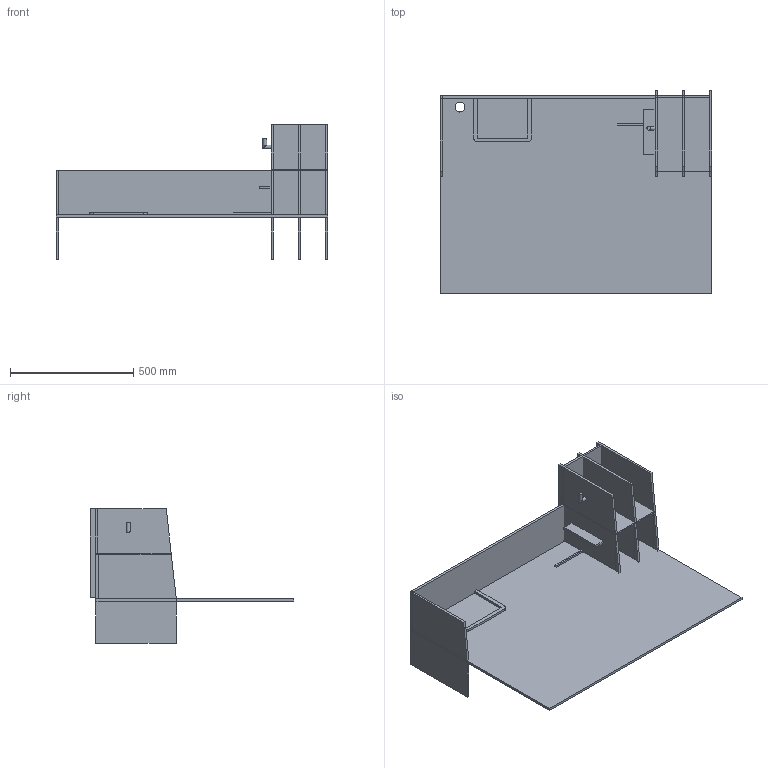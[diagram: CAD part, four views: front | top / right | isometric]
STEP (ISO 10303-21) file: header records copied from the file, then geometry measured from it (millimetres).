
FILE_DESCRIPTION(/* description */ ('STEP AP242','CAx-IF Rec.Pracs.---Representation and Presentation of Product Manufacturing Information (PMI)---4.0---2014-10-13','CAx-IF Rec.Pracs.---3D Tessellated Geometry---0.4---2014-09-14','2;1'),/* implementation_level */ '2;1');
FILE_NAME(/* name */ '6682d67b6c356655ad65bd10',/* time_stamp */ '2024-07-01T16:17:00Z',/* author */ (''),/* organization */ (''),/* preprocessor_version */ 'ST-DEVELOPER v20',/* originating_system */ ' ',/* authorisation */ ' ');
FILE_SCHEMA (('AP242_MANAGED_MODEL_BASED_3D_ENGINEERING_MIM_LF { 1 0 10303 442 1 1 4 }'));
Length unit declared in the file: metre
Products named in the file (16): Part 11; Part 15; Part 16; Part 14; Part 13; Part 12; Part 10; Part 9; Part 8; Part 7; Part 6; Part 5; Part 3; Part 2; Part 4; Part 1
Bounding box: 1100 x 822.28 x 545 mm (x, y, z)
Volume: 19811756.8 mm3; surface area: 4224561.3 mm2
Topology: 16 solids, 16 shells, 106 faces, 221 edges, 148 vertices
Faces by surface type: plane 100, cylinder 6
Full cylindrical faces by diameter (mm): 15 x1, 15.081 x2, 40 x1
Entity records: 3143 total; most frequent: CARTESIAN_POINT 483, DIRECTION 471, ORIENTED_EDGE 430, EDGE_CURVE 215, LINE 203, VECTOR 203, VERTEX_POINT 146, AXIS2_PLACEMENT_3D 134
